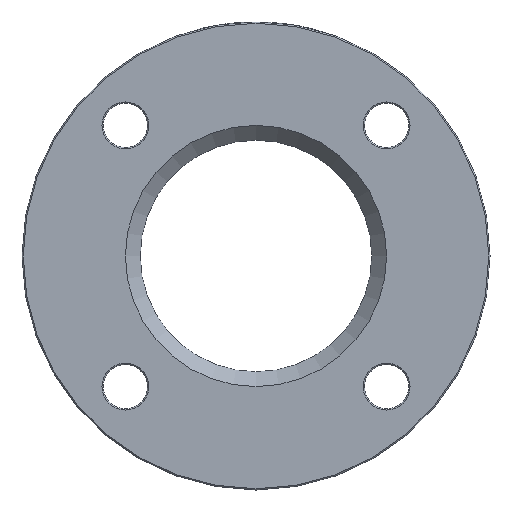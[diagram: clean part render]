
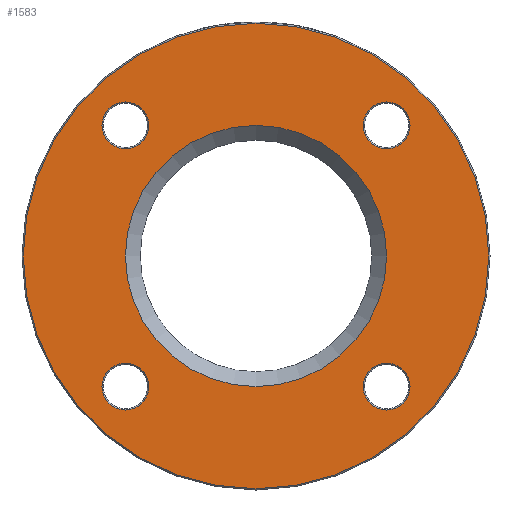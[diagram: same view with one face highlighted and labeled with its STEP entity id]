
A CAD part, left-side view. The second image highlights one B-rep face of the part: STEP entity #1583.
In plain terms, the highlighted planar face has unit normal (-1, 0, 0).
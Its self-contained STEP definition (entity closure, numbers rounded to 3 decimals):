
#13 = CARTESIAN_POINT ( 'NONE',  ( 0., 0., -53. ) ) ;
#28 = AXIS2_PLACEMENT_3D ( 'NONE', #2795, #3633, #735 ) ;
#138 = AXIS2_PLACEMENT_3D ( 'NONE', #1987, #1559, #3200 ) ;
#140 = EDGE_CURVE ( 'NONE', #3233, #3233, #3938, .T. ) ;
#146 = EDGE_CURVE ( 'NONE', #1190, #1190, #2995, .T. ) ;
#295 = FACE_BOUND ( 'NONE', #885, .T. ) ;
#466 = CARTESIAN_POINT ( 'NONE',  ( 0., 0., 0. ) ) ;
#545 = EDGE_CURVE ( 'NONE', #4088, #4088, #4440, .T. ) ;
#713 = CARTESIAN_POINT ( 'NONE',  ( 0., 53.033, 53.033 ) ) ;
#735 = DIRECTION ( 'NONE',  ( 0., 0., -1. ) ) ;
#739 = DIRECTION ( 'NONE',  ( 0., 0., -1. ) ) ;
#748 = FACE_BOUND ( 'NONE', #4113, .T. ) ;
#885 = EDGE_LOOP ( 'NONE', ( #4490 ) ) ;
#1105 = DIRECTION ( 'NONE',  ( 0., 0., -1. ) ) ;
#1113 = CARTESIAN_POINT ( 'NONE',  ( 0., 47., 0. ) ) ;
#1190 = VERTEX_POINT ( 'NONE', #4455 ) ;
#1214 = VERTEX_POINT ( 'NONE', #2856 ) ;
#1228 = EDGE_LOOP ( 'NONE', ( #2933 ) ) ;
#1518 = DIRECTION ( 'NONE',  ( 1., 0., 0. ) ) ;
#1535 = CARTESIAN_POINT ( 'NONE',  ( 0., -53.033, -53.033 ) ) ;
#1559 = DIRECTION ( 'NONE',  ( 1., 0., 0. ) ) ;
#1583 = ADVANCED_FACE ( 'NONE', ( #1598, #3181, #3931, #748, #295, #5198 ), #1917, .F. ) ;
#1598 = FACE_BOUND ( 'NONE', #1228, .T. ) ;
#1653 = AXIS2_PLACEMENT_3D ( 'NONE', #713, #2824, #1105 ) ;
#1875 = ORIENTED_EDGE ( 'NONE', *, *, #2165, .T. ) ;
#1917 = PLANE ( 'NONE',  #5144 ) ;
#1987 = CARTESIAN_POINT ( 'NONE',  ( 0., -53.033, 53.033 ) ) ;
#2096 = EDGE_CURVE ( 'NONE', #1214, #1214, #2243, .T. ) ;
#2155 = AXIS2_PLACEMENT_3D ( 'NONE', #466, #3279, #4894 ) ;
#2165 = EDGE_CURVE ( 'NONE', #3641, #3641, #2490, .T. ) ;
#2243 = CIRCLE ( 'NONE', #28, 9.5 ) ;
#2360 = DIRECTION ( 'NONE',  ( 0., 0., -1. ) ) ;
#2490 = CIRCLE ( 'NONE', #3936, 94.5 ) ;
#2572 = CARTESIAN_POINT ( 'NONE',  ( 0., 0., 0. ) ) ;
#2658 = ORIENTED_EDGE ( 'NONE', *, *, #140, .T. ) ;
#2687 = CIRCLE ( 'NONE', #138, 9.5 ) ;
#2795 = CARTESIAN_POINT ( 'NONE',  ( 0., 53.033, -53.033 ) ) ;
#2824 = DIRECTION ( 'NONE',  ( 1., 0., 0. ) ) ;
#2856 = CARTESIAN_POINT ( 'NONE',  ( 0., 53.033, -62.533 ) ) ;
#2933 = ORIENTED_EDGE ( 'NONE', *, *, #545, .T. ) ;
#2995 = CIRCLE ( 'NONE', #4108, 9.5 ) ;
#3043 = ORIENTED_EDGE ( 'NONE', *, *, #4782, .T. ) ;
#3181 = FACE_OUTER_BOUND ( 'NONE', #3295, .T. ) ;
#3200 = DIRECTION ( 'NONE',  ( 0., 0., -1. ) ) ;
#3233 = VERTEX_POINT ( 'NONE', #3611 ) ;
#3279 = DIRECTION ( 'NONE',  ( 1., 0., 0. ) ) ;
#3295 = EDGE_LOOP ( 'NONE', ( #1875 ) ) ;
#3611 = CARTESIAN_POINT ( 'NONE',  ( 0., 53.033, 43.533 ) ) ;
#3633 = DIRECTION ( 'NONE',  ( 1., 0., 0. ) ) ;
#3641 = VERTEX_POINT ( 'NONE', #4430 ) ;
#3931 = FACE_BOUND ( 'NONE', #4827, .T. ) ;
#3936 = AXIS2_PLACEMENT_3D ( 'NONE', #2572, #4200, #4232 ) ;
#3938 = CIRCLE ( 'NONE', #1653, 9.5 ) ;
#4063 = VERTEX_POINT ( 'NONE', #4534 ) ;
#4088 = VERTEX_POINT ( 'NONE', #13 ) ;
#4108 = AXIS2_PLACEMENT_3D ( 'NONE', #1535, #4373, #739 ) ;
#4113 = EDGE_LOOP ( 'NONE', ( #4593 ) ) ;
#4200 = DIRECTION ( 'NONE',  ( -1., 0., 0. ) ) ;
#4232 = DIRECTION ( 'NONE',  ( 0., 0., -1. ) ) ;
#4373 = DIRECTION ( 'NONE',  ( 1., 0., 0. ) ) ;
#4430 = CARTESIAN_POINT ( 'NONE',  ( 0., 0., -94.5 ) ) ;
#4440 = CIRCLE ( 'NONE', #2155, 53. ) ;
#4455 = CARTESIAN_POINT ( 'NONE',  ( 0., -53.033, -62.533 ) ) ;
#4490 = ORIENTED_EDGE ( 'NONE', *, *, #2096, .T. ) ;
#4534 = CARTESIAN_POINT ( 'NONE',  ( 0., -53.033, 43.533 ) ) ;
#4593 = ORIENTED_EDGE ( 'NONE', *, *, #146, .T. ) ;
#4782 = EDGE_CURVE ( 'NONE', #4063, #4063, #2687, .T. ) ;
#4827 = EDGE_LOOP ( 'NONE', ( #3043 ) ) ;
#4894 = DIRECTION ( 'NONE',  ( 0., 0., -1. ) ) ;
#5144 = AXIS2_PLACEMENT_3D ( 'NONE', #1113, #1518, #2360 ) ;
#5198 = FACE_BOUND ( 'NONE', #5231, .T. ) ;
#5231 = EDGE_LOOP ( 'NONE', ( #2658 ) ) ;
